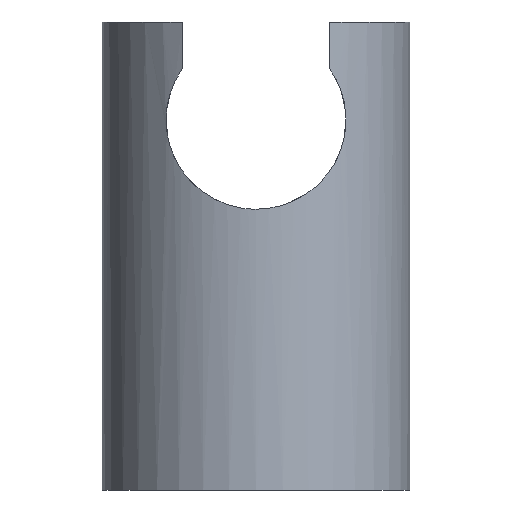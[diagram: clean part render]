
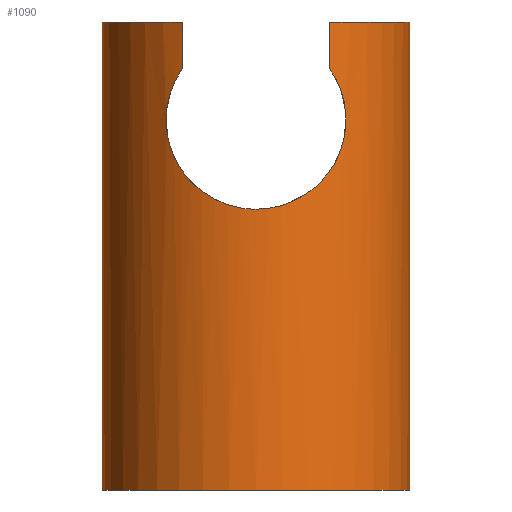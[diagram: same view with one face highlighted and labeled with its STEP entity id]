
A CAD part, front view. The second image highlights one B-rep face of the part: STEP entity #1090.
In plain terms, the highlighted cylindrical face has radius 17.25 mm (diameter 34.5 mm), a partial arc.
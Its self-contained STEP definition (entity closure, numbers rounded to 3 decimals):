
#107=CARTESIAN_POINT('',(8.25,-15.149,47.259));
#128=DIRECTION('',(0.,0.,1.));
#129=VECTOR('',#128,52.5);
#130=CARTESIAN_POINT('',(17.25,0.,0.));
#131=LINE('',#130,#129);
#178=CARTESIAN_POINT('',(0.,0.,52.5));
#179=DIRECTION('',(0.,0.,-1.));
#180=DIRECTION('',(-0.478,-0.878,0.));
#181=AXIS2_PLACEMENT_3D('',#178,#179,#180);
#192=CARTESIAN_POINT('',(-8.25,-15.149,47.258));
#193=CARTESIAN_POINT('',(-8.582,-14.968,46.791));
#194=CARTESIAN_POINT('',(-9.139,-14.637,45.842));
#195=CARTESIAN_POINT('',(-9.708,-14.262,44.376));
#196=CARTESIAN_POINT('',(-10.024,-14.039,42.94));
#197=CARTESIAN_POINT('',(-10.128,-13.964,41.526));
#198=CARTESIAN_POINT('',(-10.032,-14.034,40.112));
#199=CARTESIAN_POINT('',(-9.723,-14.252,38.676));
#200=CARTESIAN_POINT('',(-9.167,-14.62,37.215));
#201=CARTESIAN_POINT('',(-8.331,-15.119,35.772));
#202=CARTESIAN_POINT('',(-7.223,-15.684,34.448));
#203=CARTESIAN_POINT('',(-5.916,-16.226,33.343));
#204=CARTESIAN_POINT('',(-4.493,-16.677,32.499));
#205=CARTESIAN_POINT('',(-3.013,-17.007,31.915));
#206=CARTESIAN_POINT('',(-1.511,-17.206,31.574));
#207=CARTESIAN_POINT('',(-0.503,-17.25,31.5));
#208=CARTESIAN_POINT('',(0.,-17.25,31.5));
#210=CARTESIAN_POINT('',(0.,-17.25,31.5));
#211=CARTESIAN_POINT('',(0.503,-17.25,31.5));
#212=CARTESIAN_POINT('',(1.511,-17.206,31.574));
#213=CARTESIAN_POINT('',(3.013,-17.007,31.915));
#214=CARTESIAN_POINT('',(4.493,-16.677,32.499));
#215=CARTESIAN_POINT('',(5.916,-16.226,33.343));
#216=CARTESIAN_POINT('',(7.223,-15.684,34.448));
#217=CARTESIAN_POINT('',(8.331,-15.119,35.772));
#218=CARTESIAN_POINT('',(9.167,-14.62,37.215));
#219=CARTESIAN_POINT('',(9.723,-14.252,38.676));
#220=CARTESIAN_POINT('',(10.032,-14.034,40.112));
#221=CARTESIAN_POINT('',(10.128,-13.964,41.526));
#222=CARTESIAN_POINT('',(10.024,-14.039,42.94));
#223=CARTESIAN_POINT('',(9.708,-14.262,44.376));
#224=CARTESIAN_POINT('',(9.139,-14.637,45.842));
#225=CARTESIAN_POINT('',(8.582,-14.968,46.792));
#226=CARTESIAN_POINT('',(8.25,-15.149,47.259));
#228=DIRECTION('',(0.,0.,1.));
#229=VECTOR('',#228,5.241);
#230=CARTESIAN_POINT('',(8.25,-15.149,47.259));
#231=LINE('',#230,#229);
#232=DIRECTION('',(0.,0.,1.));
#233=VECTOR('',#232,52.5);
#234=CARTESIAN_POINT('',(-17.25,0.,0.));
#235=LINE('',#234,#233);
#236=DIRECTION('',(0.,0.,-1.));
#237=VECTOR('',#236,5.242);
#238=CARTESIAN_POINT('',(-8.25,-15.149,52.5));
#239=LINE('',#238,#237);
#249=CARTESIAN_POINT('',(0.,0.,52.5));
#250=DIRECTION('',(0.,0.,-1.));
#251=DIRECTION('',(1.,0.,0.));
#252=AXIS2_PLACEMENT_3D('',#249,#250,#251);
#254=CARTESIAN_POINT('',(0.,0.,0.));
#255=DIRECTION('',(0.,0.,1.));
#256=DIRECTION('',(-1.,0.,0.));
#257=AXIS2_PLACEMENT_3D('',#254,#255,#256);
#820=VERTEX_POINT('',#107);
#821=VERTEX_POINT('',#210);
#822=VERTEX_POINT('',#192);
#832=CARTESIAN_POINT('',(-17.25,0.,52.5));
#834=VERTEX_POINT('',#832);
#836=CARTESIAN_POINT('',(-17.25,0.,0.));
#837=VERTEX_POINT('',#836);
#838=CARTESIAN_POINT('',(17.25,0.,0.));
#839=VERTEX_POINT('',#838);
#840=CARTESIAN_POINT('',(17.25,0.,52.5));
#841=VERTEX_POINT('',#840);
#844=CARTESIAN_POINT('',(-8.25,-15.149,52.5));
#845=VERTEX_POINT('',#844);
#846=CARTESIAN_POINT('',(8.25,-15.149,52.5));
#847=VERTEX_POINT('',#846);
#1071=CARTESIAN_POINT('',(0.,0.,26.25));
#1072=DIRECTION('',(0.,0.,-1.));
#1073=DIRECTION('',(1.,0.,0.));
#1074=AXIS2_PLACEMENT_3D('',#1071,#1072,#1073);
#1075=CYLINDRICAL_SURFACE('',#1074,17.25);
#1076=ORIENTED_EDGE('',*,*,#959,.T.);
#1077=ORIENTED_EDGE('',*,*,#957,.T.);
#1079=ORIENTED_EDGE('',*,*,#1078,.T.);
#1081=ORIENTED_EDGE('',*,*,#1080,.F.);
#1082=ORIENTED_EDGE('',*,*,#1011,.F.);
#1084=ORIENTED_EDGE('',*,*,#1083,.F.);
#1085=ORIENTED_EDGE('',*,*,#1007,.T.);
#1086=ORIENTED_EDGE('',*,*,#1038,.F.);
#1087=ORIENTED_EDGE('',*,*,#1057,.T.);
#1088=EDGE_LOOP('',(#1076,#1077,#1079,#1081,#1082,#1084,#1085,#1086,#1087));
#1089=FACE_OUTER_BOUND('',#1088,.F.);
#1090=ADVANCED_FACE('',(#1089),#1075,.T.);
#182=CIRCLE('',#181,17.25);
#209=B_SPLINE_CURVE_WITH_KNOTS('',3,(#192,#193,#194,#195,#196,#197,#198,#199,
#200,#201,#202,#203,#204,#205,#206,#207,#208),.UNSPECIFIED.,.F.,.F.,(4,1,1,1,1,
1,1,1,1,1,1,1,1,1,4),(0.,0.071,0.143,
0.214,0.286,0.357,0.429,0.5,
0.571,0.643,0.714,0.786,
0.857,0.929,1.),.UNSPECIFIED.);
#227=B_SPLINE_CURVE_WITH_KNOTS('',3,(#210,#211,#212,#213,#214,#215,#216,#217,
#218,#219,#220,#221,#222,#223,#224,#225,#226),.UNSPECIFIED.,.F.,.F.,(4,1,1,1,1,
1,1,1,1,1,1,1,1,1,4),(0.,0.071,0.143,
0.214,0.286,0.357,0.429,0.5,
0.571,0.643,0.714,0.786,
0.857,0.929,1.),.UNSPECIFIED.);
#253=CIRCLE('',#252,17.25);
#258=CIRCLE('',#257,17.25);
#957=EDGE_CURVE('',#821,#820,#227,.T.);
#959=EDGE_CURVE('',#822,#821,#209,.T.);
#1007=EDGE_CURVE('',#837,#834,#235,.T.);
#1011=EDGE_CURVE('',#839,#841,#131,.T.);
#1038=EDGE_CURVE('',#845,#834,#182,.T.);
#1057=EDGE_CURVE('',#845,#822,#239,.T.);
#1078=EDGE_CURVE('',#820,#847,#231,.T.);
#1080=EDGE_CURVE('',#841,#847,#253,.T.);
#1083=EDGE_CURVE('',#837,#839,#258,.T.);
